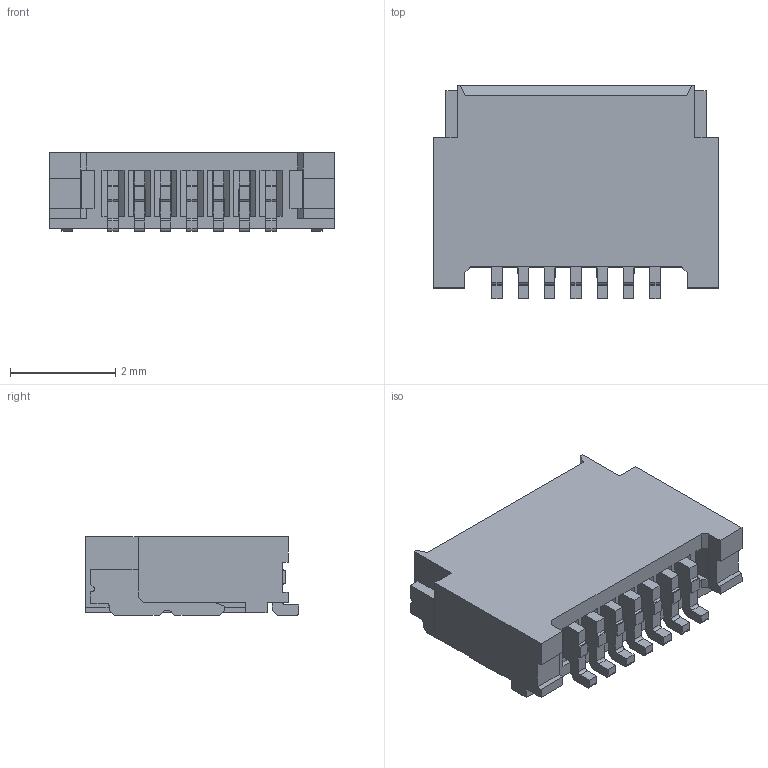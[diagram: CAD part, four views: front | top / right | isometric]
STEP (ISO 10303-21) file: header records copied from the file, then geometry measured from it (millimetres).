
FILE_DESCRIPTION (( 'STEP AP214' ), '1' );
FILE_NAME ('00_6284_007_00X_846_+.STEP', '2019-11-13T02:03:18', ( '' ), ( '' ), 'SwSTEP 2.0', 'SolidWorks 2017', '' );
FILE_SCHEMA (( 'AUTOMOTIVE_DESIGN' ));
Length unit declared in the file: millimetre
Products named in the file (1): 00_6284_007_00X_846_+
Bounding box: 5.4 x 4.05 x 1.5 mm (x, y, z)
Volume: 21.9 mm3; surface area: 98.4 mm2
Topology: 1 solids, 1 shells, 277 faces, 776 edges, 508 vertices
Faces by surface type: plane 232, cylinder 45
Entity records: 8834 total; most frequent: CARTESIAN_POINT 1670, ORIENTED_EDGE 1552, DIRECTION 1382, EDGE_CURVE 776, VECTOR 654, LINE 654, VERTEX_POINT 508, AXIS2_PLACEMENT_3D 364
